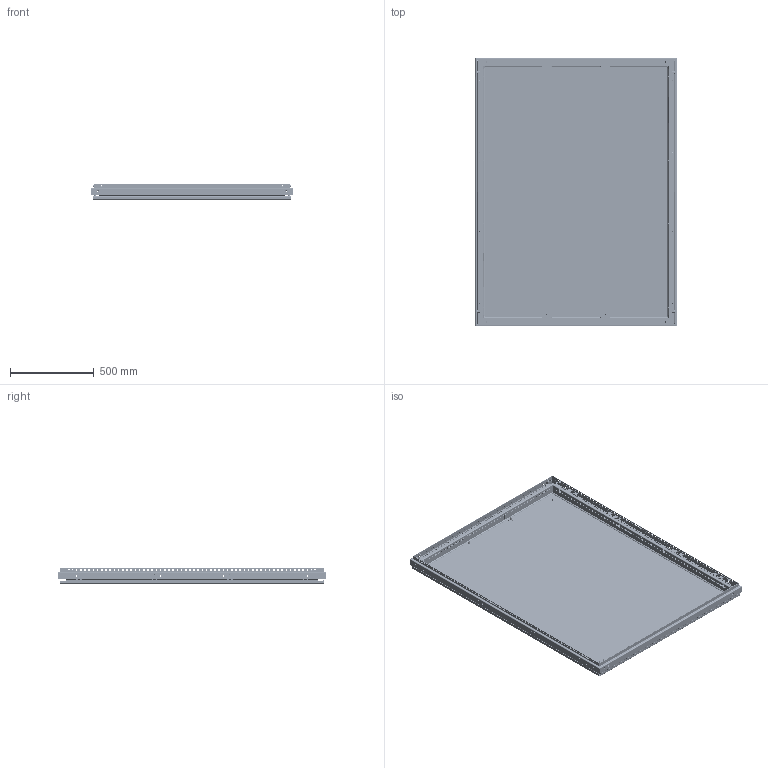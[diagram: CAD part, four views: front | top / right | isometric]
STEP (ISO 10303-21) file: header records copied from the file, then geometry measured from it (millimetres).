
FILE_DESCRIPTION (( 'STEP AP214' ), '1' );
FILE_NAME ('Ñâàðíàÿ ðàìà ñ çàäíåé ïàíåëüþ W1200H1600.STEP', '2024-08-14T04:32:03', ( '' ), ( '' ), 'SwSTEP 2.0', 'SolidWorks 2021', '' );
FILE_SCHEMA (( 'AUTOMOTIVE_DESIGN' ));
Length unit declared in the file: millimetre
Products named in the file (21): Ãîðèçîíòàëüíûé ïðîôèëü W1200; Ñâàðíàÿ ðàìà ñ çàäíåé ïàíåëüþ W1200H1600; Ãàéêà êëåòüåâàÿ DIN 88109-Ì6-(1,7-2,5)-Zn ; 600.000; Ãîðèçîíòàëüíûé ïðîôèëü2 W1200; Áîêîâîé ïðîôèëü1 H1600; Çàêëåïêà ðåçüáîâàÿ Ì6 øåñòèãðàííàÿ ñ óìåíüøåííûì áîðòîì; Âèíò Ì6õ16 ìåáåëüíûé; Áîêîâîé ïðîôèëü2 H1600; Êðåïëåíèå çàäíåé ïàíåëè; Çàäíÿÿ ïàíåëü W1200H1600; Çàêëåïêà ðåçüáîâàÿ Ì8 øåñòèãðàííàÿ ñ óìåíüøåííûì áîðòîì; Áîáûøêà; Øïèëüêà ïðèâàðíàÿ Ì6õ16; Çàäíÿÿ ïàíåëü ÑÁ W1200H1600; Ñâàðíàÿ ðàìà W1200H1600; Ãàñêåòèíã çàäíåé ïàíåëè W1200H1600; Áîêîâîé ïðîôèëü H1600; 603.000; Âèíò Ì5õ10 ñ ïîëóêð. ãîëîâêîé; Ãîðèçîíòàëüíûé ïðîôèëü1 W1200
Assembly tree (112 placements, depth 4):
  Ñâàðíàÿ ðàìà ñ çàäíåé ïàíåëüþ W1200H1600
    Ñâàðíàÿ ðàìà W1200H1600
      Ãîðèçîíòàëüíûé ïðîôèëü W1200  x2
        Ãîðèçîíòàëüíûé ïðîôèëü1 W1200
        Ãîðèçîíòàëüíûé ïðîôèëü2 W1200
        600.000
        Áîáûøêà
      Áîêîâîé ïðîôèëü H1600  x2
        Áîêîâîé ïðîôèëü1 H1600
        Áîêîâîé ïðîôèëü2 H1600
      Çàêëåïêà ðåçüáîâàÿ Ì8 øåñòèãðàííàÿ ñ óìåíüøåííûì áîðòîì  x8
      Çàêëåïêà ðåçüáîâàÿ Ì6 øåñòèãðàííàÿ ñ óìåíüøåííûì áîðòîì  x26
    Çàäíÿÿ ïàíåëü ÑÁ W1200H1600
      Çàäíÿÿ ïàíåëü W1200H1600
      Ãàñêåòèíã çàäíåé ïàíåëè W1200H1600
      Øïèëüêà ïðèâàðíàÿ Ì6õ16  x2
    Êðåïëåíèå çàäíåé ïàíåëè  x8
    603.000  x4
    Çàêëåïêà ðåçüáîâàÿ Ì6 øåñòèãðàííàÿ ñ óìåíüøåííûì áîðòîì  x4
    Âèíò Ì6õ16 ìåáåëüíûé  x28
    Ãàéêà êëåòüåâàÿ DIN 88109-Ì6-(1,7-2,5)-Zn   x8
    Âèíò Ì5õ10 ñ ïîëóêð. ãîëîâêîé  x8
Bounding box: 1201.2 x 1596 x 90.9 mm (x, y, z)
Volume: 5777205.7 mm3; surface area: 6736032.8 mm2
Topology: 114 solids, 114 shells, 10036 faces, 26624 edges, 16882 vertices
Faces by surface type: plane 5321, cylinder 3765, cone 560, bspline 314, torus 60, sphere 16
Entity records: 97927 total; most frequent: CARTESIAN_POINT 26108, ORIENTED_EDGE 14708, DIRECTION 14015, EDGE_CURVE 7354, VECTOR 5439, LINE 5439, VERTEX_POINT 4779, AXIS2_PLACEMENT_3D 4288
